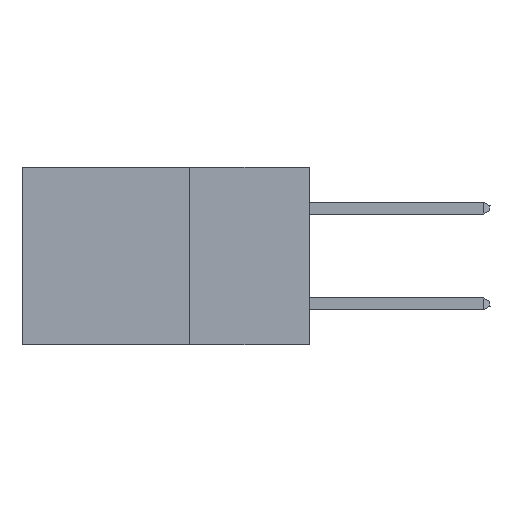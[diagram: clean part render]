
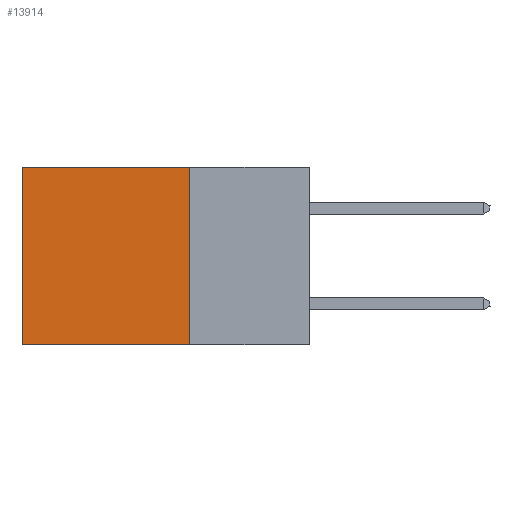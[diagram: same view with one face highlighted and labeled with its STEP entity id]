
A CAD part, left-side view. The second image highlights one B-rep face of the part: STEP entity #13914.
In plain terms, the highlighted planar face has unit normal (-1, 0, 0).
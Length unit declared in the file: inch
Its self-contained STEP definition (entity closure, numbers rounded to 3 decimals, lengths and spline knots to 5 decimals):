
#174 = EDGE_LOOP ( 'NONE', ( #45264, #31115, #8769, #22567 ) ) ;
#752 = LINE ( 'NONE', #33503, #3476 ) ;
#777 = CARTESIAN_POINT ( 'NONE',  ( 0.2875, 0.25, 0. ) ) ;
#3476 = VECTOR ( 'NONE', #15437, 39.37008 ) ;
#5482 = DIRECTION ( 'NONE',  ( 0., 0., -1. ) ) ;
#7232 = EDGE_CURVE ( 'NONE', #14197, #32361, #30661, .T. ) ;
#8769 = ORIENTED_EDGE ( 'NONE', *, *, #17870, .F. ) ;
#10322 = DIRECTION ( 'NONE',  ( 0., 1., 0. ) ) ;
#13832 = FACE_OUTER_BOUND ( 'NONE', #174, .T. ) ;
#13914 = ADVANCED_FACE ( 'NONE', ( #13832 ), #37084, .F. ) ;
#14197 = VERTEX_POINT ( 'NONE', #44678 ) ;
#15437 = DIRECTION ( 'NONE',  ( 0., 0., -1. ) ) ;
#15885 = LINE ( 'NONE', #20823, #28510 ) ;
#17870 = EDGE_CURVE ( 'NONE', #38022, #40642, #752, .T. ) ;
#19995 = EDGE_CURVE ( 'NONE', #38022, #14197, #15885, .T. ) ;
#20823 = CARTESIAN_POINT ( 'NONE',  ( 0.2875, 0.25, 0. ) ) ;
#21337 = VECTOR ( 'NONE', #21867, 39.37008 ) ;
#21729 = CARTESIAN_POINT ( 'NONE',  ( 0.2875, 0.6, 0. ) ) ;
#21867 = DIRECTION ( 'NONE',  ( 0., 0., -1. ) ) ;
#22567 = ORIENTED_EDGE ( 'NONE', *, *, #19995, .T. ) ;
#26425 = LINE ( 'NONE', #38650, #32442 ) ;
#26491 = DIRECTION ( 'NONE',  ( 1., 0., 0. ) ) ;
#26804 = AXIS2_PLACEMENT_3D ( 'NONE', #44099, #26491, #5482 ) ;
#28510 = VECTOR ( 'NONE', #10322, 39.37008 ) ;
#29142 = DIRECTION ( 'NONE',  ( 0., 1., 0. ) ) ;
#30661 = LINE ( 'NONE', #21729, #21337 ) ;
#30749 = CARTESIAN_POINT ( 'NONE',  ( 0.2875, 0.25, -0.37 ) ) ;
#31115 = ORIENTED_EDGE ( 'NONE', *, *, #43504, .F. ) ;
#32361 = VERTEX_POINT ( 'NONE', #42581 ) ;
#32442 = VECTOR ( 'NONE', #29142, 39.37008 ) ;
#33503 = CARTESIAN_POINT ( 'NONE',  ( 0.2875, 0.25, 0. ) ) ;
#37084 = PLANE ( 'NONE',  #26804 ) ;
#38022 = VERTEX_POINT ( 'NONE', #777 ) ;
#38650 = CARTESIAN_POINT ( 'NONE',  ( 0.2875, 0.25, -0.37 ) ) ;
#40642 = VERTEX_POINT ( 'NONE', #30749 ) ;
#42581 = CARTESIAN_POINT ( 'NONE',  ( 0.2875, 0.6, -0.37 ) ) ;
#43504 = EDGE_CURVE ( 'NONE', #40642, #32361, #26425, .T. ) ;
#44099 = CARTESIAN_POINT ( 'NONE',  ( 0.2875, 0.25, 0. ) ) ;
#44678 = CARTESIAN_POINT ( 'NONE',  ( 0.2875, 0.6, 0. ) ) ;
#45264 = ORIENTED_EDGE ( 'NONE', *, *, #7232, .T. ) ;
